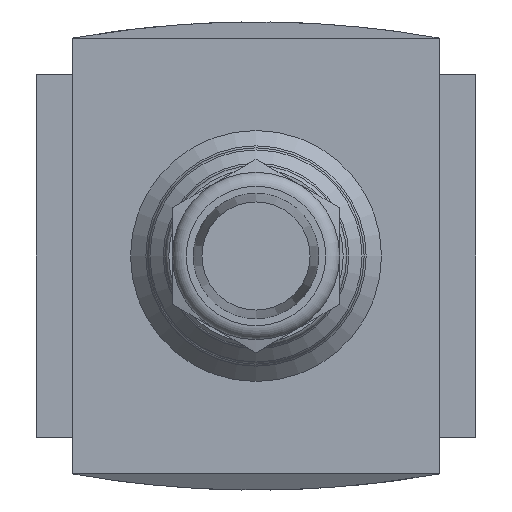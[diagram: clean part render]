
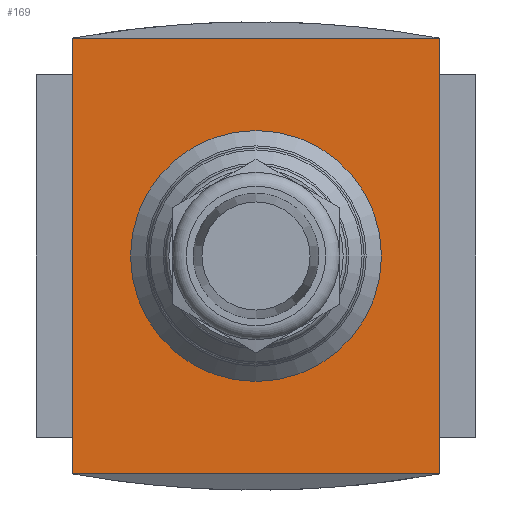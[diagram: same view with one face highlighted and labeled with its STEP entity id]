
A CAD part, front view. The second image highlights one B-rep face of the part: STEP entity #169.
In plain terms, the highlighted planar face has unit normal (0, -1, 0).
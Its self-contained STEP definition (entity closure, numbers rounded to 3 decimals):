
#169 = ADVANCED_FACE( '', ( #478, #479 ), #480, .F. );
#478 = FACE_BOUND( '', #1144, .T. );
#479 = FACE_OUTER_BOUND( '', #1145, .T. );
#480 = PLANE( '', #1146 );
#1144 = EDGE_LOOP( '', ( #1809 ) );
#1145 = EDGE_LOOP( '', ( #1810, #1811, #1812, #1813 ) );
#1146 = AXIS2_PLACEMENT_3D( '', #1814, #1815, #1816 );
#1809 = ORIENTED_EDGE( '', *, *, #4252, .F. );
#1810 = ORIENTED_EDGE( '', *, *, #4253, .F. );
#1811 = ORIENTED_EDGE( '', *, *, #4254, .T. );
#1812 = ORIENTED_EDGE( '', *, *, #4255, .F. );
#1813 = ORIENTED_EDGE( '', *, *, #4256, .T. );
#1814 = CARTESIAN_POINT( '', ( 0., -37.5, 116.435 ) );
#1815 = DIRECTION( '', ( 0., 1., 0. ) );
#1816 = DIRECTION( '', ( 0., 0., 1. ) );
#4252 = EDGE_CURVE( '', #5013, #5013, #5014, .F. );
#4253 = EDGE_CURVE( '', #5015, #5016, #5017, .T. );
#4254 = EDGE_CURVE( '', #5015, #5018, #5019, .T. );
#4255 = EDGE_CURVE( '', #5020, #5018, #5021, .T. );
#4256 = EDGE_CURVE( '', #5020, #5016, #5022, .T. );
#5013 = VERTEX_POINT( '', #6283 );
#5014 = CIRCLE( '', #6284, 18. );
#5015 = VERTEX_POINT( '', #6285 );
#5016 = VERTEX_POINT( '', #6286 );
#5017 = LINE( '', #6287, #6288 );
#5018 = VERTEX_POINT( '', #6289 );
#5019 = LINE( '', #6290, #6291 );
#5020 = VERTEX_POINT( '', #6292 );
#5021 = LINE( '', #6293, #6294 );
#5022 = LINE( '', #6295, #6296 );
#6283 = CARTESIAN_POINT( '', ( 0., -37.5, 18. ) );
#6284 = AXIS2_PLACEMENT_3D( '', #8217, #8218, #8219 );
#6285 = CARTESIAN_POINT( '', ( -26.25, -37.5, -31.25 ) );
#6286 = CARTESIAN_POINT( '', ( -26.25, -37.5, 31.25 ) );
#6287 = CARTESIAN_POINT( '', ( -26.25, -37.5, -31.25 ) );
#6288 = VECTOR( '', #8220, 1000. );
#6289 = CARTESIAN_POINT( '', ( 26.25, -37.5, -31.25 ) );
#6290 = CARTESIAN_POINT( '', ( 0., -37.5, -31.25 ) );
#6291 = VECTOR( '', #8221, 1000. );
#6292 = CARTESIAN_POINT( '', ( 26.25, -37.5, 31.25 ) );
#6293 = CARTESIAN_POINT( '', ( 26.25, -37.5, 31.25 ) );
#6294 = VECTOR( '', #8222, 1000. );
#6295 = CARTESIAN_POINT( '', ( 0., -37.5, 31.25 ) );
#6296 = VECTOR( '', #8223, 1000. );
#8217 = CARTESIAN_POINT( '', ( 0., -37.5, 0. ) );
#8218 = DIRECTION( '', ( 0., 1., 0. ) );
#8219 = DIRECTION( '', ( 0., 0., 1. ) );
#8220 = DIRECTION( '', ( 0., 0., 1. ) );
#8221 = DIRECTION( '', ( 1., 0., 0. ) );
#8222 = DIRECTION( '', ( 0., 0., -1. ) );
#8223 = DIRECTION( '', ( -1., 0., 0. ) );
